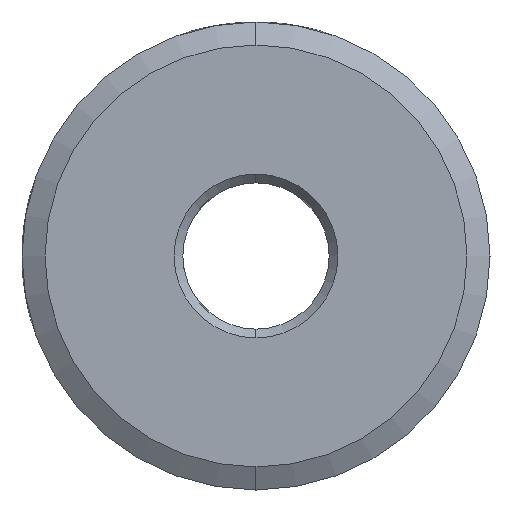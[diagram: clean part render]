
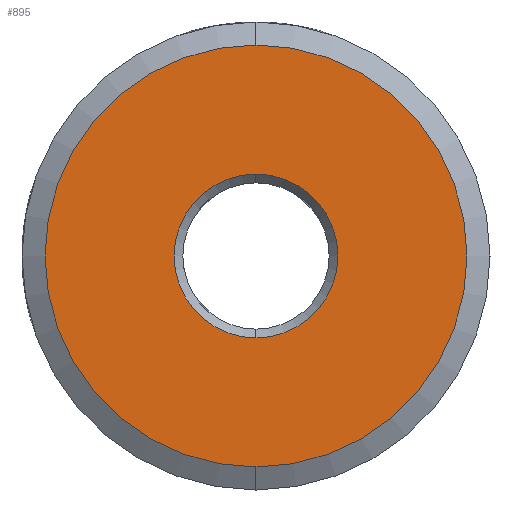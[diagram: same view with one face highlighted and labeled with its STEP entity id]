
A CAD part, left-side view. The second image highlights one B-rep face of the part: STEP entity #895.
In plain terms, the highlighted planar face has unit normal (-1, 0, 0).
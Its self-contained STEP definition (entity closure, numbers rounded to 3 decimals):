
#98 = VERTEX_POINT ( 'NONE', #2324 ) ;
#347 = CIRCLE ( 'NONE', #3902, 2.8 ) ;
#350 = CARTESIAN_POINT ( 'NONE',  ( 0., 0., 0. ) ) ;
#397 = DIRECTION ( 'NONE',  ( 1., 0., 0. ) ) ;
#607 = CARTESIAN_POINT ( 'NONE',  ( 0., 0., 7.213 ) ) ;
#824 = EDGE_LOOP ( 'NONE', ( #6303, #3542 ) ) ;
#892 = CARTESIAN_POINT ( 'NONE',  ( 0., 0., 2.8 ) ) ;
#895 = ADVANCED_FACE ( 'NONE', ( #5479, #5668 ), #7295, .T. ) ;
#973 = CIRCLE ( 'NONE', #6781, 2.8 ) ;
#1046 = ORIENTED_EDGE ( 'NONE', *, *, #4563, .T. ) ;
#1394 = DIRECTION ( 'NONE',  ( -1., 0., 0. ) ) ;
#1563 = ORIENTED_EDGE ( 'NONE', *, *, #3445, .T. ) ;
#1568 = DIRECTION ( 'NONE',  ( 1., 0., 0. ) ) ;
#1724 = VERTEX_POINT ( 'NONE', #3778 ) ;
#1750 = AXIS2_PLACEMENT_3D ( 'NONE', #6362, #2870, #6940 ) ;
#1778 = CIRCLE ( 'NONE', #2089, 7.213 ) ;
#2062 = CIRCLE ( 'NONE', #1750, 7.213 ) ;
#2071 = DIRECTION ( 'NONE',  ( -1., 0., 0. ) ) ;
#2089 = AXIS2_PLACEMENT_3D ( 'NONE', #4867, #1394, #5480 ) ;
#2324 = CARTESIAN_POINT ( 'NONE',  ( 0., 0., -7.213 ) ) ;
#2870 = DIRECTION ( 'NONE',  ( -1., 0., 0. ) ) ;
#3306 = AXIS2_PLACEMENT_3D ( 'NONE', #350, #2071, #6158 ) ;
#3445 = EDGE_CURVE ( 'NONE', #98, #3552, #2062, .T. ) ;
#3542 = ORIENTED_EDGE ( 'NONE', *, *, #7025, .T. ) ;
#3552 = VERTEX_POINT ( 'NONE', #607 ) ;
#3778 = CARTESIAN_POINT ( 'NONE',  ( 0., 0., -2.8 ) ) ;
#3854 = CARTESIAN_POINT ( 'NONE',  ( 0., 0., 0. ) ) ;
#3902 = AXIS2_PLACEMENT_3D ( 'NONE', #3854, #397, #4443 ) ;
#3923 = VERTEX_POINT ( 'NONE', #892 ) ;
#4443 = DIRECTION ( 'NONE',  ( 0., 0., 1. ) ) ;
#4563 = EDGE_CURVE ( 'NONE', #3552, #98, #1778, .T. ) ;
#4867 = CARTESIAN_POINT ( 'NONE',  ( 0., 0., 0. ) ) ;
#4887 = EDGE_CURVE ( 'NONE', #3923, #1724, #347, .T. ) ;
#5051 = CARTESIAN_POINT ( 'NONE',  ( 0., 0., 0. ) ) ;
#5479 = FACE_BOUND ( 'NONE', #824, .T. ) ;
#5480 = DIRECTION ( 'NONE',  ( 0., 0., 1. ) ) ;
#5660 = DIRECTION ( 'NONE',  ( 0., 0., 1. ) ) ;
#5668 = FACE_OUTER_BOUND ( 'NONE', #5948, .T. ) ;
#5948 = EDGE_LOOP ( 'NONE', ( #1563, #1046 ) ) ;
#6158 = DIRECTION ( 'NONE',  ( 0., 0., 1. ) ) ;
#6303 = ORIENTED_EDGE ( 'NONE', *, *, #4887, .T. ) ;
#6362 = CARTESIAN_POINT ( 'NONE',  ( 0., 0., 0. ) ) ;
#6781 = AXIS2_PLACEMENT_3D ( 'NONE', #5051, #1568, #5660 ) ;
#6940 = DIRECTION ( 'NONE',  ( 0., 0., 1. ) ) ;
#7025 = EDGE_CURVE ( 'NONE', #1724, #3923, #973, .T. ) ;
#7295 = PLANE ( 'NONE',  #3306 ) ;
